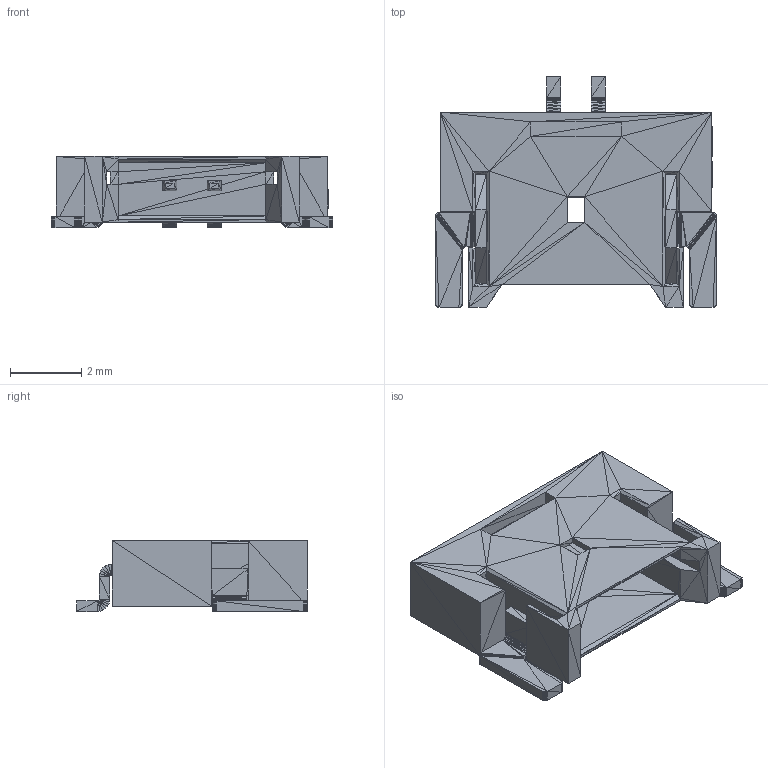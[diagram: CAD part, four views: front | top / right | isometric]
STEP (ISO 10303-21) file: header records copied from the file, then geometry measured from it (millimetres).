
FILE_DESCRIPTION(('LCKiConverter Model lckicad.xtoolbox.org','uuid: Std:51480244ca814ee1804b6c8932c32b15'),'2;1');
FILE_NAME('CONN-SMD_2P-P1.25_XYECONN_XY-MX1.25-2A71.step','2024-09-24T12:37:19.699Z',('LCEDA'),( ''),'LCKiConverter','LCKiConverter','');
FILE_SCHEMA(('AUTOMOTIVE_DESIGN { 1 0 10303 214 1 1 1 1 }'));
Products named in the file (1): CONN-SMD_2P-P1.25_XYECONN_XY-MX1.25-2A71
Bounding box: 7.92 x 6.5 x 2 mm (x, y, z)
Surface area: 237.1 mm2 (no closed solid volume)
Topology: 0 solids, 18 shells, 4196 faces, 6294 edges, 2110 vertices
Faces by surface type: plane 4196
Entity records: 86082 total; most frequent: DIRECTION 14688, CARTESIAN_POINT 12601, ORIENTED_EDGE 12588, EDGE_CURVE 6294, LINE 6294, VECTOR 6294, AXIS2_PLACEMENT_3D 4197, ADVANCED_FACE 4196
